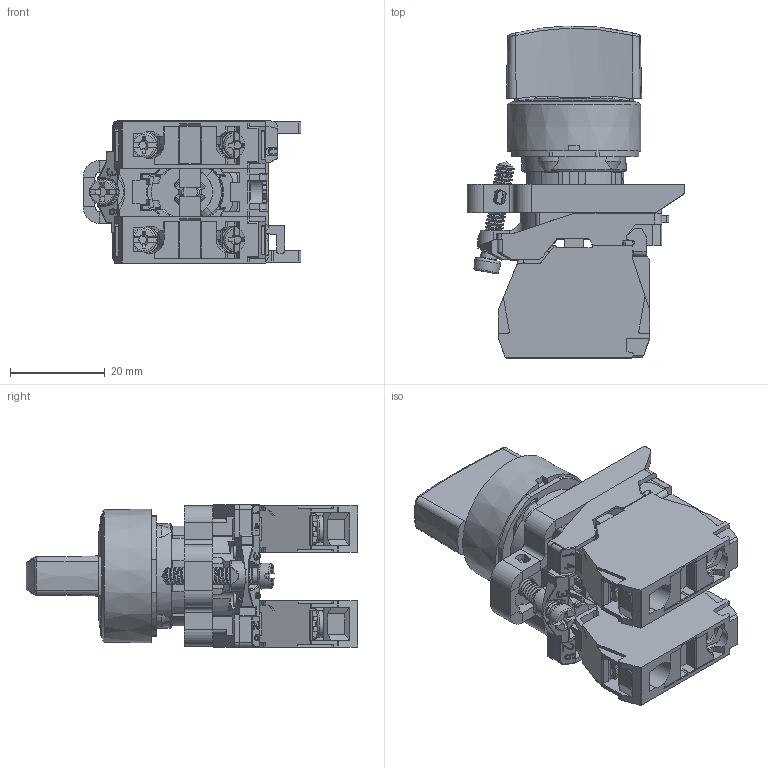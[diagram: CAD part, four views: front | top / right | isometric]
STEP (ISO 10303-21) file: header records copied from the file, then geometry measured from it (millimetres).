
FILE_DESCRIPTION(('STEP AP203'), '1');
FILE_NAME('MTB4-BD83', '2025-03-17T08:43:41', ('砐錪賧瘔蠈錪 Windows'), (''), 'C3D Converter', 'C3D Toolkit', '');
FILE_SCHEMA(('CONFIG_CONTROL_DESIGN'));
Length unit declared in the file: millimetre
Products named in the file (4): ZB4BE009; ZBE101; ZB4BD3C
Assembly tree (4 placements, depth 2):
  (unnamed)
    ZB4BE009
    ZBE101  x2
    ZB4BD3C
Bounding box: 46 x 70.1 x 30 mm (x, y, z)
Volume: 30504.2 mm3; surface area: 25718 mm2
Topology: 25 solids, 42 shells, 5387 faces, 14699 edges, 9500 vertices
Faces by surface type: plane 3338, cylinder 1402, bspline 290, torus 167, cone 136, sphere 54
Full cylindrical faces by diameter (mm): 0.308 x2, 0.316 x2, 1 x3, 1.2 x7, 1.5 x2, 1.9 x4, 2.4 x8, 2.5 x11, 2.6 x4, 2.7 x4, 2.9 x8, 3 x1, 3.4 x1, 4 x4, 5.6 x4, 21 x1, 25 x1
Entity records: 158865 total; most frequent: CARTESIAN_POINT 60836, ORIENTED_EDGE 21282, DIRECTION 18824, EDGE_CURVE 10641, LINE 7080, VECTOR 7080, VERTEX_POINT 6903, AXIS2_PLACEMENT_3D 5872
